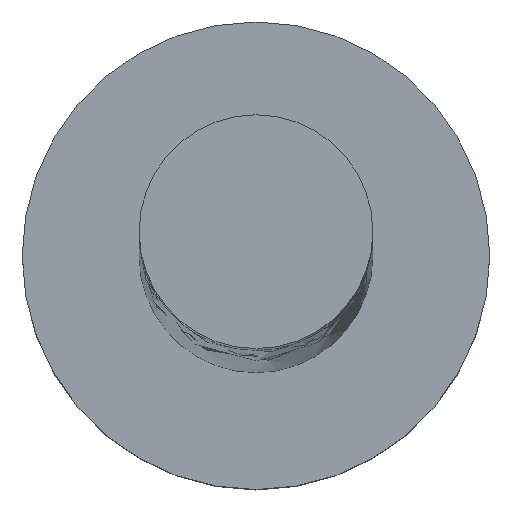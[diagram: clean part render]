
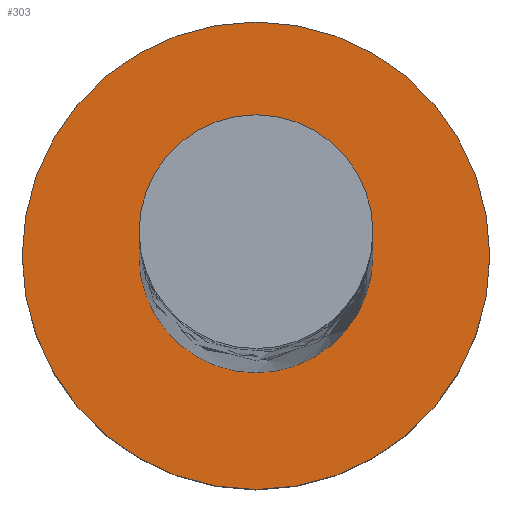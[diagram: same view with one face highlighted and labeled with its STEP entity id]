
A CAD part, top view. The second image highlights one B-rep face of the part: STEP entity #303.
In plain terms, the highlighted planar face has unit normal (0, 0, 1).
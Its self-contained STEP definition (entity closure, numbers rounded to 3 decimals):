
#27 = EDGE_CURVE ( 'NONE', #847, #1115, #245, .T. ) ;
#53 = EDGE_CURVE ( 'NONE', #1183, #777, #1113, .T. ) ;
#76 = AXIS2_PLACEMENT_3D ( 'NONE', #180, #157, #1073 ) ;
#100 = DIRECTION ( 'NONE',  ( 1., 0., 0. ) ) ;
#118 = DIRECTION ( 'NONE',  ( 0., 0., 1. ) ) ;
#150 = CARTESIAN_POINT ( 'NONE',  ( 0., 0., 2. ) ) ;
#157 = DIRECTION ( 'NONE',  ( 0., 0., 1. ) ) ;
#180 = CARTESIAN_POINT ( 'NONE',  ( 0., 0., 2. ) ) ;
#232 = CARTESIAN_POINT ( 'NONE',  ( 0., 0., 2. ) ) ;
#245 = CIRCLE ( 'NONE', #901, 1. ) ;
#303 = ADVANCED_FACE ( 'NONE', ( #746, #504 ), #968, .T. ) ;
#324 = CIRCLE ( 'NONE', #885, 1. ) ;
#357 = DIRECTION ( 'NONE',  ( 1., 0., 0. ) ) ;
#374 = CARTESIAN_POINT ( 'NONE',  ( 0., 0., 2. ) ) ;
#504 = FACE_OUTER_BOUND ( 'NONE', #742, .T. ) ;
#533 = ORIENTED_EDGE ( 'NONE', *, *, #53, .T. ) ;
#598 = EDGE_CURVE ( 'NONE', #1115, #847, #324, .T. ) ;
#599 = DIRECTION ( 'NONE',  ( 1., 0., 0. ) ) ;
#615 = CARTESIAN_POINT ( 'NONE',  ( -1., 0., 2. ) ) ;
#656 = CARTESIAN_POINT ( 'NONE',  ( -2., 0., 2. ) ) ;
#664 = DIRECTION ( 'NONE',  ( 0., 0., 1. ) ) ;
#673 = EDGE_LOOP ( 'NONE', ( #1302, #754 ) ) ;
#742 = EDGE_LOOP ( 'NONE', ( #533, #1327 ) ) ;
#746 = FACE_BOUND ( 'NONE', #673, .T. ) ;
#754 = ORIENTED_EDGE ( 'NONE', *, *, #598, .F. ) ;
#770 = CIRCLE ( 'NONE', #865, 2. ) ;
#777 = VERTEX_POINT ( 'NONE', #938 ) ;
#847 = VERTEX_POINT ( 'NONE', #615 ) ;
#865 = AXIS2_PLACEMENT_3D ( 'NONE', #1447, #664, #100 ) ;
#885 = AXIS2_PLACEMENT_3D ( 'NONE', #232, #1042, #599 ) ;
#901 = AXIS2_PLACEMENT_3D ( 'NONE', #374, #118, #357 ) ;
#918 = DIRECTION ( 'NONE',  ( 0., 0., 1. ) ) ;
#938 = CARTESIAN_POINT ( 'NONE',  ( 2., 0., 2. ) ) ;
#968 = PLANE ( 'NONE',  #76 ) ;
#1020 = AXIS2_PLACEMENT_3D ( 'NONE', #150, #918, #1274 ) ;
#1042 = DIRECTION ( 'NONE',  ( 0., 0., 1. ) ) ;
#1073 = DIRECTION ( 'NONE',  ( 1., 0., 0. ) ) ;
#1113 = CIRCLE ( 'NONE', #1020, 2. ) ;
#1115 = VERTEX_POINT ( 'NONE', #1412 ) ;
#1183 = VERTEX_POINT ( 'NONE', #656 ) ;
#1225 = EDGE_CURVE ( 'NONE', #777, #1183, #770, .T. ) ;
#1274 = DIRECTION ( 'NONE',  ( 1., 0., 0. ) ) ;
#1302 = ORIENTED_EDGE ( 'NONE', *, *, #27, .F. ) ;
#1327 = ORIENTED_EDGE ( 'NONE', *, *, #1225, .T. ) ;
#1412 = CARTESIAN_POINT ( 'NONE',  ( 1., 0., 2. ) ) ;
#1447 = CARTESIAN_POINT ( 'NONE',  ( 0., 0., 2. ) ) ;
